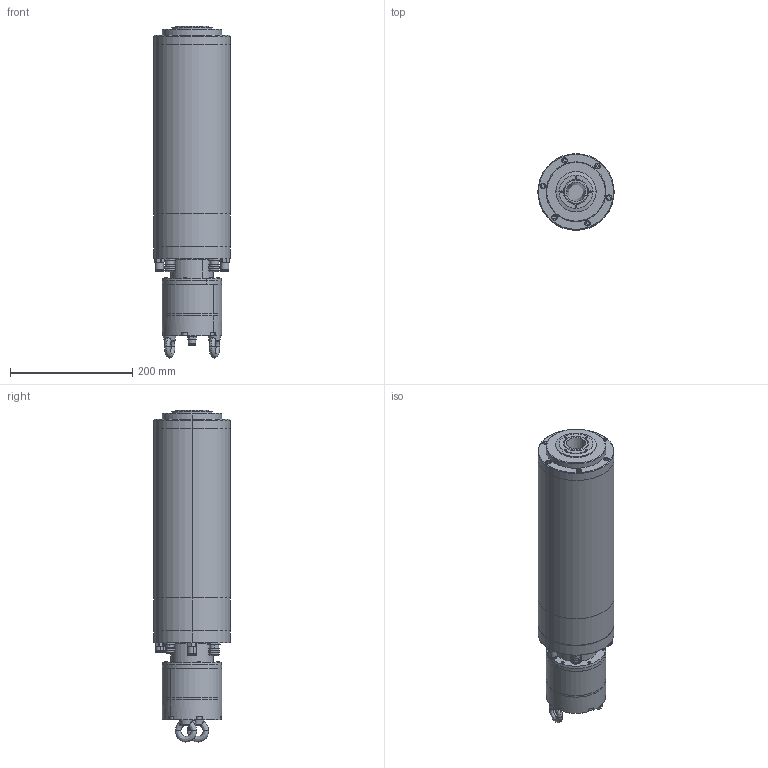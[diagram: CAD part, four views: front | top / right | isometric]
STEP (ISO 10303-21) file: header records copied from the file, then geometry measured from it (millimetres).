
FILE_DESCRIPTION (( 'STEP AP203' ), '1' );
FILE_NAME ('GDL125.STEP', '2022-10-29T05:31:33', ( '' ), ( '' ), 'SwSTEP 2.0', 'SolidWorks 2018', '' );
FILE_SCHEMA (( 'CONFIG_CONTROL_DESIGN' ));
Length unit declared in the file: millimetre
Products named in the file (21): GDL125籵蚚ァ詰.STEP; GB__T 70__1-2000________________M5__90(8__8__).STEP; ____.STEP; 傷裔; ______.STEP; ______-1.STEP; 蟀諉极; GDL125; ____________.STEP; ______GDL125.STEP; GB 825-88________M8__16(20__).STEP; M12x1.5__________14-14.STEP; GB__T 70__1-2000________________M6__25(8__8__).STEP; 粣; YONG RUI D8________RC1-8.STEP; 躇猾裔; YONG RUI D6________RC1-8.STEP; M12x1.5__________15-18.STEP; 儂褲; GB／T70．1-2000内六角圆柱头螺钉M5×25; ______-0.STEP
Assembly tree (39 placements, depth 4):
  GDL125
    儂褲
    傷裔
    GB／T70．1-2000内六角圆柱头螺钉M5×25  x6
    粣
    躇猾裔
    蟀諉极
    GDL125籵蚚ァ詰.STEP
      ____________.STEP
        ______.STEP
        ______-0.STEP
        ______-1.STEP
        ____.STEP
        GB__T 70__1-2000________________M5__90(8__8__).STEP  x6
        GB 825-88________M8__16(20__).STEP  x2
      ______GDL125.STEP
      YONG RUI D6________RC1-8.STEP  x4
      YONG RUI D8________RC1-8.STEP  x2
      M12x1.5__________15-18.STEP  x2
      M12x1.5__________14-14.STEP
      GB__T 70__1-2000________________M6__25(8__8__).STEP  x4
Bounding box: 125 x 125 x 544 mm (x, y, z)
Volume: 4791373.3 mm3; surface area: 401204.1 mm2
Topology: 37 solids, 37 shells, 1103 faces, 2613 edges, 1677 vertices
Faces by surface type: plane 406, cylinder 402, cone 201, bspline 70, torus 24
Entity records: 24470 total; most frequent: CARTESIAN_POINT 6782, DIRECTION 3322, ORIENTED_EDGE 2986, EDGE_CURVE 1493, AXIS2_PLACEMENT_3D 1365, VERTEX_POINT 965, EDGE_LOOP 750, CIRCLE 733
